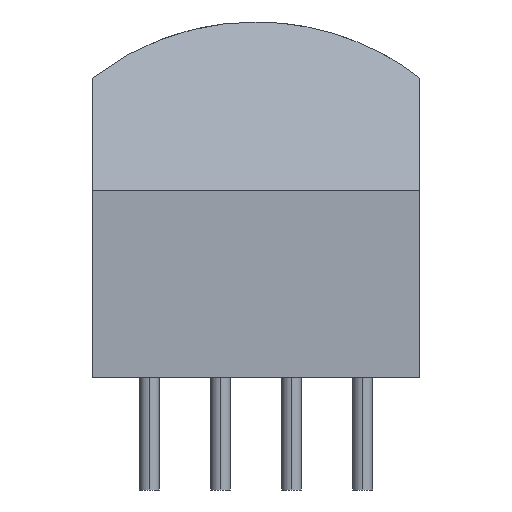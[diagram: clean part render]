
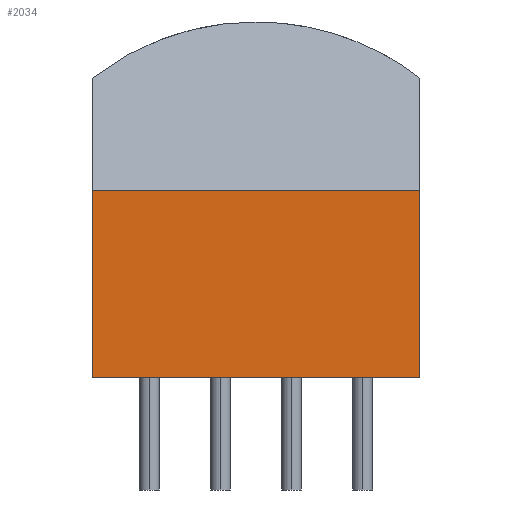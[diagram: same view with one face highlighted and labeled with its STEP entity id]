
A CAD part, left-side view. The second image highlights one B-rep face of the part: STEP entity #2034.
In plain terms, the highlighted planar face has unit normal (-1, 0, 0).
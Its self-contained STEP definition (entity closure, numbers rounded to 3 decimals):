
#1878=CARTESIAN_POINT('',(-5.32,5.85,6.7));
#1879=VERTEX_POINT('',#1878);
#1886=CARTESIAN_POINT('',(-5.32,-5.85,6.7));
#1887=VERTEX_POINT('',#1886);
#1888=CARTESIAN_POINT('',(-5.32,-5.85,6.7));
#1889=DIRECTION('',(0.0,1.0,0.0));
#1890=VECTOR('',#1889,11.7);
#1891=LINE('',#1888,#1890);
#1892=EDGE_CURVE('',#1887,#1879,#1891,.T.);
#1944=CARTESIAN_POINT('',(-5.32,-5.85,0.0));
#1945=VERTEX_POINT('',#1944);
#1946=CARTESIAN_POINT('',(-5.32,-5.85,0.0));
#1947=DIRECTION('',(0.0,0.0,1.0));
#1948=VECTOR('',#1947,6.7);
#1949=LINE('',#1946,#1948);
#1950=EDGE_CURVE('',#1945,#1887,#1949,.T.);
#1983=CARTESIAN_POINT('',(-5.32,5.85,0.0));
#1984=VERTEX_POINT('',#1983);
#1991=CARTESIAN_POINT('',(-5.32,5.85,0.0));
#1992=DIRECTION('',(0.0,0.0,1.0));
#1993=VECTOR('',#1992,6.7);
#1994=LINE('',#1991,#1993);
#1995=EDGE_CURVE('',#1984,#1879,#1994,.T.);
#2007=CARTESIAN_POINT('',(-5.32,-5.85,0.0));
#2008=DIRECTION('',(0.0,1.0,0.0));
#2009=VECTOR('',#2008,11.7);
#2010=LINE('',#2007,#2009);
#2011=EDGE_CURVE('',#1945,#1984,#2010,.T.);
#2023=CARTESIAN_POINT('',(-5.32,0.,11.318));
#2024=DIRECTION('',(1.0,0.0,0.0));
#2025=DIRECTION('',(0.0,0.0,-1.0));
#2026=AXIS2_PLACEMENT_3D('',#2023,#2024,#2025);
#2027=PLANE('',#2026);
#2028=ORIENTED_EDGE('',*,*,#1892,.T.);
#2029=ORIENTED_EDGE('',*,*,#1995,.F.);
#2030=ORIENTED_EDGE('',*,*,#2011,.F.);
#2031=ORIENTED_EDGE('',*,*,#1950,.T.);
#2032=EDGE_LOOP('',(#2028,#2029,#2030,#2031));
#2033=FACE_OUTER_BOUND('',#2032,.T.);
#2034=ADVANCED_FACE('',(#2033),#2027,.F.);
